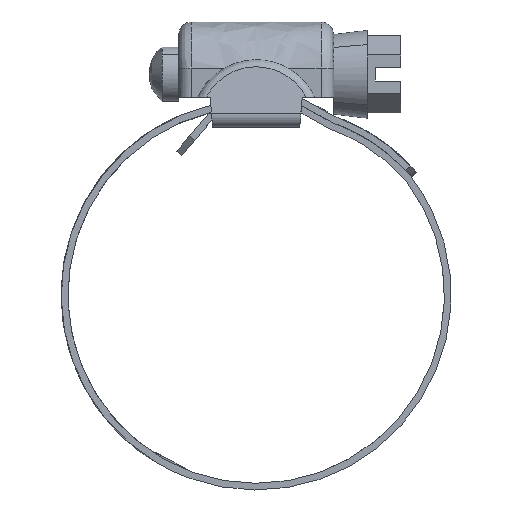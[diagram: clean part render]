
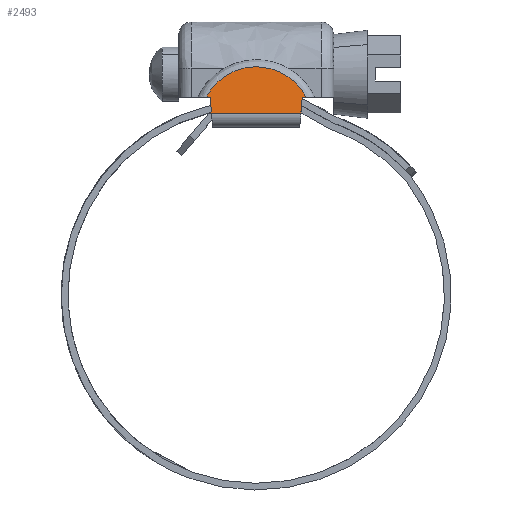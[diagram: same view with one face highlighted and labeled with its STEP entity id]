
A CAD part, front view. The second image highlights one B-rep face of the part: STEP entity #2493.
In plain terms, the highlighted free-form (B-spline) face has degree [1, 1] with [2, 2] control points.
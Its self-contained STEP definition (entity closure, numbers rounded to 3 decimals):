
#1422=CARTESIAN_POINT('',(-5.344,-7.786,11.202));
#1423=VERTEX_POINT('',#1422);
#1445=CARTESIAN_POINT('',(5.344,-7.786,11.202));
#1446=VERTEX_POINT('',#1445);
#1460=CARTESIAN_POINT('',(-5.344,-7.786,11.202));
#1461=CARTESIAN_POINT('',(5.344,-7.786,11.202));
#1462=QUASI_UNIFORM_CURVE('',1,(#1460,#1461),.UNSPECIFIED.,.F.,.U.);
#1463=EDGE_CURVE('',#1423,#1446,#1462,.T.);
#1654=CARTESIAN_POINT('',(-5.962,-7.502,13.077));
#1655=VERTEX_POINT('',#1654);
#1679=CARTESIAN_POINT('',(5.962,-7.502,13.077));
#1680=VERTEX_POINT('',#1679);
#1681=CARTESIAN_POINT('',(5.962,-7.502,13.077));
#1682=CARTESIAN_POINT('',(4.098,-6.948,16.727));
#1683=CARTESIAN_POINT('',(0.,-6.948,16.727));
#1684=CARTESIAN_POINT('',(-4.098,-6.948,16.727));
#1685=CARTESIAN_POINT('',(-5.962,-7.502,13.077));
#1693=(BOUNDED_CURVE()B_SPLINE_CURVE(2,(#1681,#1682,#1683,#1684,#1685),.UNSPECIFIED.,.F.,.U.)B_SPLINE_CURVE_WITH_KNOTS((3,2,3),(0.0,0.5,1.0),.UNSPECIFIED.)CURVE()GEOMETRIC_REPRESENTATION_ITEM()RATIONAL_B_SPLINE_CURVE((1.0,0.853,1.0,0.853,1.0))REPRESENTATION_ITEM(''));
#1694=EDGE_CURVE('',#1680,#1655,#1693,.T.);
#2460=CARTESIAN_POINT('',(-6.558,-6.906,17.003));
#2461=CARTESIAN_POINT('',(-6.558,-7.828,10.926));
#2462=CARTESIAN_POINT('',(6.558,-6.906,17.003));
#2463=CARTESIAN_POINT('',(6.558,-7.828,10.926));
#2464=B_SPLINE_SURFACE_WITH_KNOTS('',1,1,((#2460,#2462),(#2461,#2463)),.UNSPECIFIED.,.F.,.F.,.U.,(2,2),(2,2),(0.0,6.147),(0.0,13.116),.UNSPECIFIED.);
#2465=CARTESIAN_POINT('',(-5.5,-7.502,13.077));
#2466=VERTEX_POINT('',#2465);
#2467=CARTESIAN_POINT('',(-5.5,-7.502,13.077));
#2468=CARTESIAN_POINT('',(-5.344,-7.786,11.202));
#2469=QUASI_UNIFORM_CURVE('',1,(#2467,#2468),.UNSPECIFIED.,.F.,.U.);
#2470=EDGE_CURVE('',#2466,#1423,#2469,.T.);
#2471=ORIENTED_EDGE('',*,*,#2470,.T.);
#2472=ORIENTED_EDGE('',*,*,#1463,.T.);
#2473=CARTESIAN_POINT('',(5.5,-7.502,13.077));
#2474=VERTEX_POINT('',#2473);
#2475=CARTESIAN_POINT('',(5.344,-7.786,11.202));
#2476=CARTESIAN_POINT('',(5.5,-7.502,13.077));
#2477=QUASI_UNIFORM_CURVE('',1,(#2475,#2476),.UNSPECIFIED.,.F.,.U.);
#2478=EDGE_CURVE('',#1446,#2474,#2477,.T.);
#2479=ORIENTED_EDGE('',*,*,#2478,.T.);
#2480=CARTESIAN_POINT('',(5.5,-7.502,13.077));
#2481=CARTESIAN_POINT('',(5.962,-7.502,13.077));
#2482=QUASI_UNIFORM_CURVE('',1,(#2480,#2481),.UNSPECIFIED.,.F.,.U.);
#2483=EDGE_CURVE('',#2474,#1680,#2482,.T.);
#2484=ORIENTED_EDGE('',*,*,#2483,.T.);
#2485=ORIENTED_EDGE('',*,*,#1694,.T.);
#2486=CARTESIAN_POINT('',(-5.962,-7.502,13.077));
#2487=CARTESIAN_POINT('',(-5.5,-7.502,13.077));
#2488=QUASI_UNIFORM_CURVE('',1,(#2486,#2487),.UNSPECIFIED.,.F.,.U.);
#2489=EDGE_CURVE('',#1655,#2466,#2488,.T.);
#2490=ORIENTED_EDGE('',*,*,#2489,.T.);
#2491=EDGE_LOOP('',(#2471,#2472,#2479,#2484,#2485,#2490));
#2492=FACE_OUTER_BOUND('',#2491,.T.);
#2493=ADVANCED_FACE('',(#2492),#2464,.T.);
